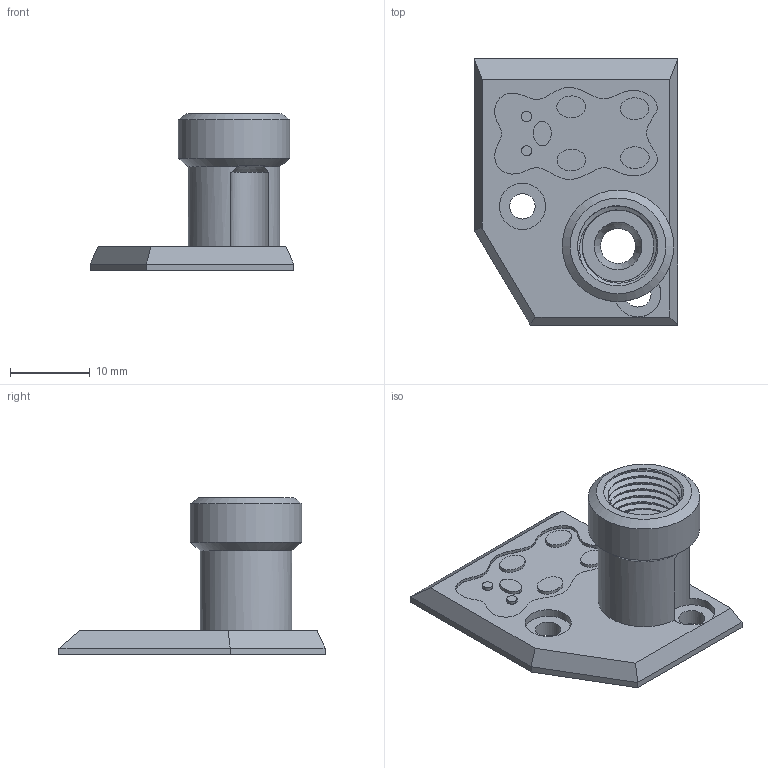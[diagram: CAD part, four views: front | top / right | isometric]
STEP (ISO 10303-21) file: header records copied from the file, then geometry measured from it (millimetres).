
FILE_DESCRIPTION(/* description */ (''),/* implementation_level */ '2;1');
FILE_NAME(/* name */ 'filament_sensor_cover_pc4-m10.step',/* time_stamp */ '2018-09-21T17:48:35+02:00',/* author */ ('gregsaun'),/* organization */ (''),/* preprocessor_version */ 'ST-DEVELOPER v17.2',/* originating_system */ 'Autodesk Translation Framework v7.6.0.251',/* authorisation */ '');
FILE_SCHEMA (('AUTOMOTIVE_DESIGN { 1 0 10303 214 3 1 1 }'));
Length unit declared in the file: millimetre
Products named in the file (2): filament_sensor_cover_pc4-m10; filament_sensor_cover
Assembly tree (1 placements, depth 2):
  filament_sensor_cover_pc4-m10
    filament_sensor_cover
Bounding box: 25.55 x 33.4 x 19.7 mm (x, y, z)
Volume: 3158 mm3; surface area: 3188.2 mm2
Topology: 1 solids, 1 shells, 215 faces, 599 edges, 396 vertices
Faces by surface type: plane 155, bspline 30, cylinder 23, cone 7
Full cylindrical faces by diameter (mm): 3.2 x1, 3.3 x1, 4.4 x1, 5.8 x2, 9.036 x5, 10.147 x5, 14 x1
Entity records: 8719 total; most frequent: CARTESIAN_POINT 3464, ORIENTED_EDGE 1198, DIRECTION 915, EDGE_CURVE 599, LINE 467, VECTOR 467, VERTEX_POINT 396, EDGE_LOOP 231
